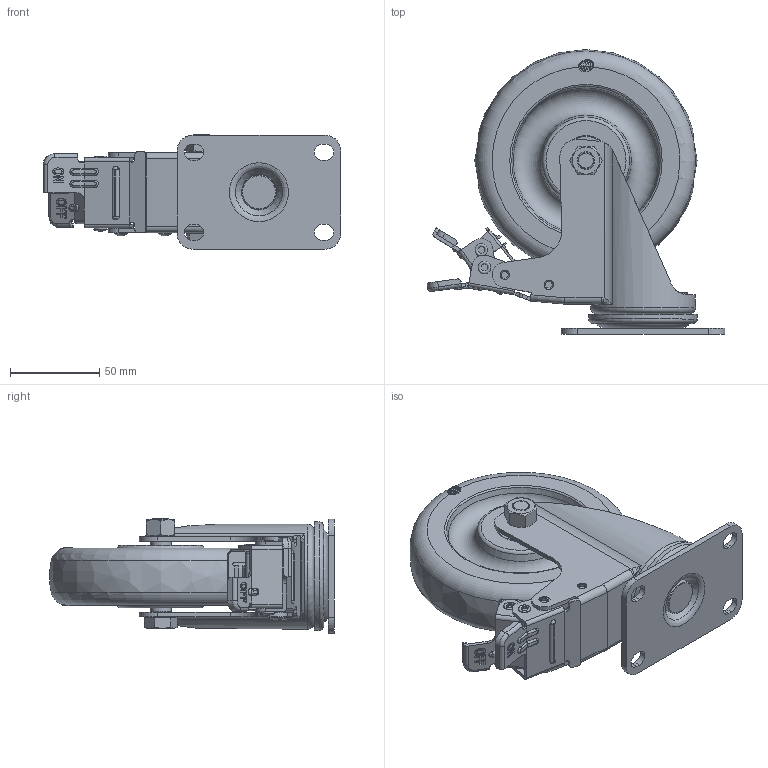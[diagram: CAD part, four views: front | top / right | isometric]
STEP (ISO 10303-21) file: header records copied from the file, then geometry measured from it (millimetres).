
FILE_DESCRIPTION(/* description */ (''),/* implementation_level */ '2;1');
FILE_NAME(/* name */ '20A5寸刹车.stp',/* time_stamp */ '2021-06-11T08:03:18+08:00',/* author */ (''),/* organization */ (''),/* preprocessor_version */ 'ST-DEVELOPER v16',/* originating_system */ 'SIEMENS PLM Software NX 10.0',/* authorisation */ '');
FILE_SCHEMA (('AUTOMOTIVE_DESIGN { 1 0 10303 214 3 1 1 1 }'));
Length unit declared in the file: millimetre
Products named in the file (1): 20A5寸刹车
Bounding box: 167.2 x 159.88 x 64.25 mm (x, y, z)
Volume: 414179.8 mm3; surface area: 128833.7 mm2
Topology: 49 solids, 49 shells, 1042 faces, 2857 edges, 1871 vertices
Faces by surface type: plane 496, cylinder 293, torus 94, extrusion 46, sphere 45, cone 44, bspline 24
Full cylindrical faces by diameter (mm): 4 x4, 5 x6, 5.2 x15, 7.5 x4, 8.376 x1, 10 x2, 10.3 x2, 11.8 x1, 12 x3, 12.2 x1, 12.4 x1, 12.496 x1, 16 x1, 16.8 x1, 24 x1, 28 x2, 30.122 x1, 45.996 x1, 54 x1, 56 x1, 59 x1, 61 x1
Entity records: 36701 total; most frequent: CARTESIAN_POINT 11602, ORIENTED_EDGE 5126, DIRECTION 4642, EDGE_CURVE 2563, VERTEX_POINT 1780, AXIS2_PLACEMENT_3D 1676, VECTOR 1290, LINE 1244
